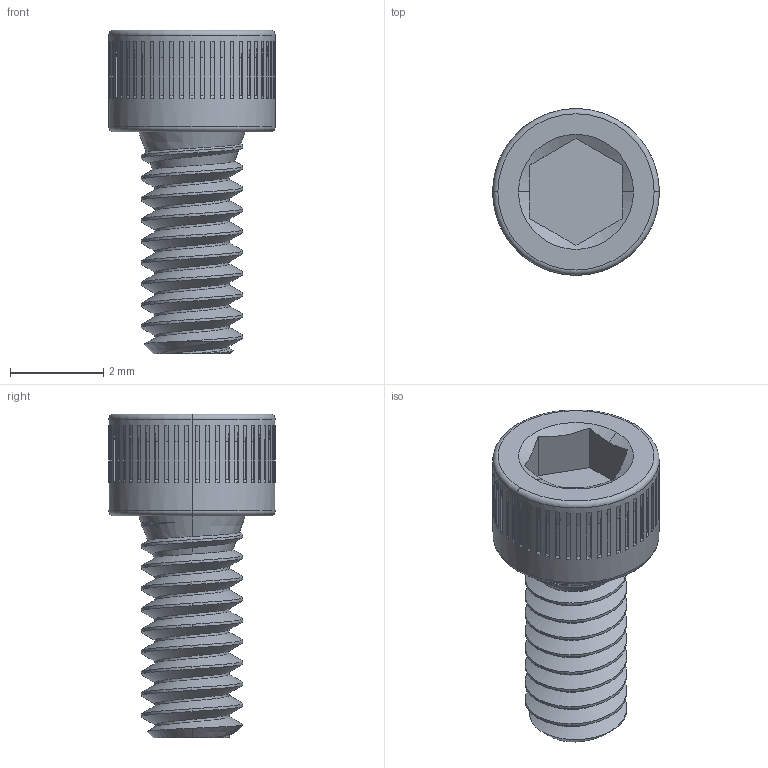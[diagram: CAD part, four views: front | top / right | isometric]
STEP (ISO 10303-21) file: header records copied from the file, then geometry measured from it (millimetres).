
FILE_DESCRIPTION (( 'STEP AP203' ), '1' );
FILE_NAME ('91251A076_Black-Oxide Alloy Steel Socket Head Screw.STEP', '2024-03-20T18:36:30', ( 'Administrator' ), ( 'Managed by Terraform' ), 'SwSTEP 2.0', 'SolidWorks 2017', '' );
FILE_SCHEMA (( 'CONFIG_CONTROL_DESIGN' ));
Length unit declared in the file: inch
Products named in the file (1): 91251A076_Black-Oxide Alloy Steel Socket Head Screw
Bounding box: 3.57 x 3.57 x 6.95 mm (x, y, z)
Volume: 31.6 mm3; surface area: 98.9 mm2
Topology: 1 solids, 1 shells, 298 faces, 728 edges, 484 vertices
Faces by surface type: plane 110, cone 109, cylinder 72, torus 4, bspline 3
Entity records: 10225 total; most frequent: CARTESIAN_POINT 3062, DIRECTION 1475, ORIENTED_EDGE 1456, EDGE_CURVE 728, AXIS2_PLACEMENT_3D 517, VERTEX_POINT 484, VECTOR 441, LINE 441
